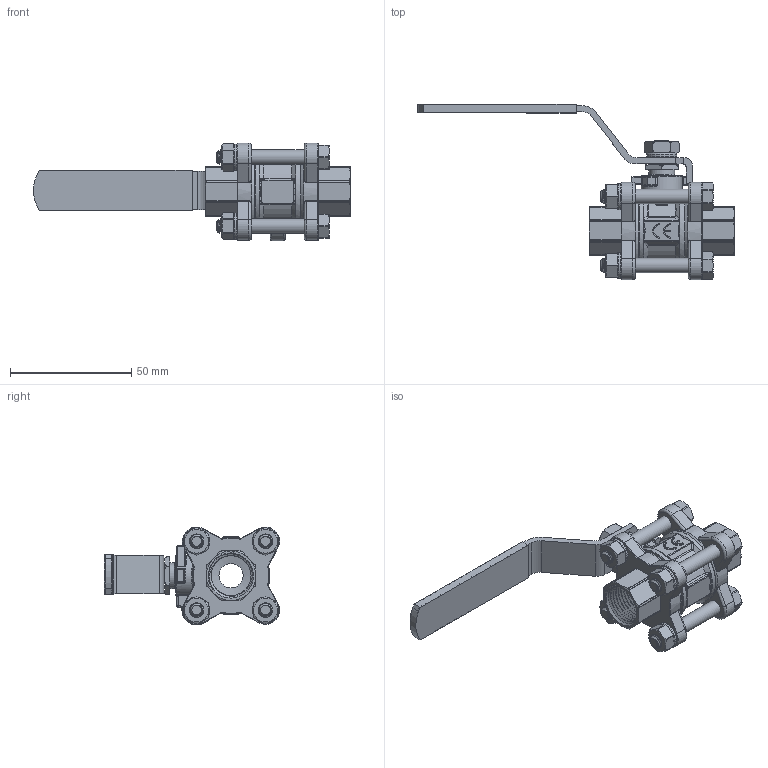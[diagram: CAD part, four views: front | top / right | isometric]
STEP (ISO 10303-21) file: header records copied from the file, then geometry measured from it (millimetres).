
FILE_DESCRIPTION((''),'2;1');
FILE_NAME('911-10.stp','2011-10-27T14:54:11',('gkl'),(''),'Autodesk Inventor 2010','Autodesk Inventor 2010','');
FILE_SCHEMA(('AUTOMOTIVE_DESIGN { 1 0 10303 214 1 1 1 1 }'));
Length unit declared in the file: millimetre
Products named in the file (1): 9010zh-1_asm_Konturvereinfachung_1
Bounding box: 130.79 x 72.36 x 40.38 mm (x, y, z)
Volume: 39924.2 mm3; surface area: 30183.7 mm2
Topology: 1 solids, 1 shells, 1643 faces, 4474 edges, 2874 vertices
Faces by surface type: plane 913, cylinder 313, bspline 210, torus 109, cone 73, sphere 25
Full cylindrical faces by diameter (mm): 6 x5, 8 x2, 10 x4, 10.5 x1, 10.6 x1, 11.5 x2, 20 x1, 21.5 x2, 23.5 x2, 27.5 x2, 32 x2
Entity records: 69609 total; most frequent: CARTESIAN_POINT 30572, ORIENTED_EDGE 8656, DIRECTION 7307, EDGE_CURVE 4328, VERTEX_POINT 2819, VECTOR 2555, LINE 2555, AXIS2_PLACEMENT_3D 2376
